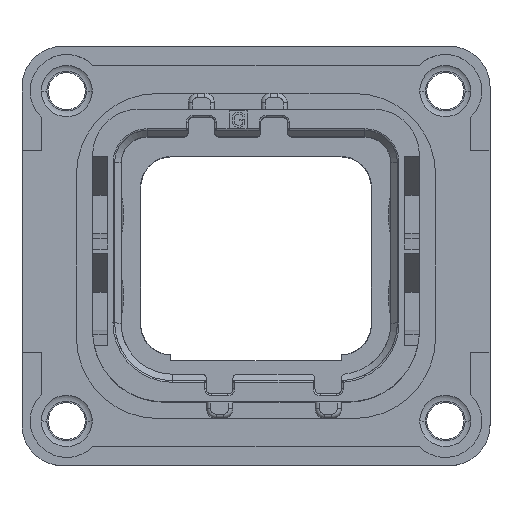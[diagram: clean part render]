
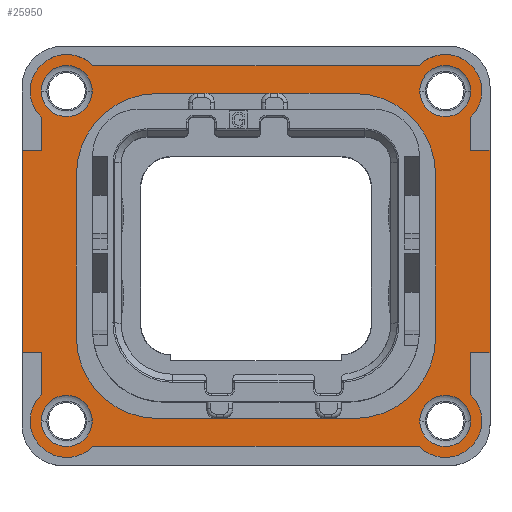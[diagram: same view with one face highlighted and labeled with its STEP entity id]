
A CAD part, top view. The second image highlights one B-rep face of the part: STEP entity #25950.
In plain terms, the highlighted planar face has unit normal (0, 0, 1).
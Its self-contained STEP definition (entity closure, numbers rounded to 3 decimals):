
#373=DIRECTION('',(0.,-1.,0.));
#374=VECTOR('',#373,12.45);
#375=CARTESIAN_POINT('',(-14.4,6.5,1.5));
#376=LINE('',#375,#374);
#436=CARTESIAN_POINT('',(-11.65,10.15,1.5));
#437=DIRECTION('',(0.,0.,1.));
#438=DIRECTION('',(0.716,0.698,0.));
#439=AXIS2_PLACEMENT_3D('',#436,#437,#438);
#449=CARTESIAN_POINT('',(11.65,10.15,1.5));
#450=DIRECTION('',(0.,0.,1.));
#451=DIRECTION('',(0.698,-0.716,0.));
#452=AXIS2_PLACEMENT_3D('',#449,#450,#451);
#459=DIRECTION('',(0.,1.,0.));
#460=VECTOR('',#459,2.588);
#461=CARTESIAN_POINT('',(13.22,-8.538,1.5));
#462=LINE('',#461,#460);
#463=DIRECTION('',(1.,0.,0.));
#464=VECTOR('',#463,20.077);
#465=CARTESIAN_POINT('',(-10.038,-11.72,1.5));
#466=LINE('',#465,#464);
#467=DIRECTION('',(0.,-1.,0.));
#468=VECTOR('',#467,2.588);
#469=CARTESIAN_POINT('',(-13.22,-5.95,1.5));
#470=LINE('',#469,#468);
#471=DIRECTION('',(1.,0.,0.));
#472=VECTOR('',#471,1.18);
#473=CARTESIAN_POINT('',(-14.4,-5.95,1.5));
#474=LINE('',#473,#472);
#475=DIRECTION('',(-1.,0.,0.));
#476=VECTOR('',#475,1.18);
#477=CARTESIAN_POINT('',(-13.22,6.5,1.5));
#478=LINE('',#477,#476);
#479=DIRECTION('',(0.,-1.,0.));
#480=VECTOR('',#479,2.038);
#481=CARTESIAN_POINT('',(-13.22,8.538,1.5));
#482=LINE('',#481,#480);
#483=DIRECTION('',(-1.,0.,0.));
#484=VECTOR('',#483,20.077);
#485=CARTESIAN_POINT('',(10.038,11.72,1.5));
#486=LINE('',#485,#484);
#487=DIRECTION('',(0.,1.,0.));
#488=VECTOR('',#487,2.038);
#489=CARTESIAN_POINT('',(13.22,6.5,1.5));
#490=LINE('',#489,#488);
#491=DIRECTION('',(-1.,0.,0.));
#492=VECTOR('',#491,1.18);
#493=CARTESIAN_POINT('',(14.4,6.5,1.5));
#494=LINE('',#493,#492);
#495=DIRECTION('',(1.,0.,0.));
#496=VECTOR('',#495,1.18);
#497=CARTESIAN_POINT('',(13.22,-5.95,1.5));
#498=LINE('',#497,#496);
#499=CARTESIAN_POINT('',(11.65,-10.15,1.5));
#500=DIRECTION('',(0.,0.,1.));
#501=DIRECTION('',(-1.,0.,0.));
#502=AXIS2_PLACEMENT_3D('',#499,#500,#501);
#504=CARTESIAN_POINT('',(-11.65,-10.15,1.5));
#505=DIRECTION('',(0.,0.,1.));
#506=DIRECTION('',(-1.,0.,0.));
#507=AXIS2_PLACEMENT_3D('',#504,#505,#506);
#509=CARTESIAN_POINT('',(-11.65,10.15,1.5));
#510=DIRECTION('',(0.,0.,1.));
#511=DIRECTION('',(1.,0.,0.));
#512=AXIS2_PLACEMENT_3D('',#509,#510,#511);
#514=CARTESIAN_POINT('',(11.65,10.15,1.5));
#515=DIRECTION('',(0.,0.,1.));
#516=DIRECTION('',(1.,0.,0.));
#517=AXIS2_PLACEMENT_3D('',#514,#515,#516);
#519=CARTESIAN_POINT('',(6.05,5.,1.5));
#520=DIRECTION('',(0.,0.,-1.));
#521=DIRECTION('',(0.,1.,0.));
#522=AXIS2_PLACEMENT_3D('',#519,#520,#521);
#524=DIRECTION('',(1.,0.,0.));
#525=VECTOR('',#524,12.1);
#526=CARTESIAN_POINT('',(-6.05,10.,1.5));
#527=LINE('',#526,#525);
#528=CARTESIAN_POINT('',(-6.05,5.,1.5));
#529=DIRECTION('',(0.,0.,-1.));
#530=DIRECTION('',(-1.,0.,0.));
#531=AXIS2_PLACEMENT_3D('',#528,#529,#530);
#533=DIRECTION('',(0.,1.,0.));
#534=VECTOR('',#533,10.);
#535=CARTESIAN_POINT('',(-11.05,-5.,1.5));
#536=LINE('',#535,#534);
#537=CARTESIAN_POINT('',(-6.05,-5.,1.5));
#538=DIRECTION('',(0.,0.,-1.));
#539=DIRECTION('',(0.,-1.,0.));
#540=AXIS2_PLACEMENT_3D('',#537,#538,#539);
#542=DIRECTION('',(-1.,0.,0.));
#543=VECTOR('',#542,12.1);
#544=CARTESIAN_POINT('',(6.05,-10.,1.5));
#545=LINE('',#544,#543);
#546=CARTESIAN_POINT('',(6.05,-5.,1.5));
#547=DIRECTION('',(0.,0.,-1.));
#548=DIRECTION('',(1.,0.,0.));
#549=AXIS2_PLACEMENT_3D('',#546,#547,#548);
#551=DIRECTION('',(0.,-1.,0.));
#552=VECTOR('',#551,10.);
#553=CARTESIAN_POINT('',(11.05,5.,1.5));
#554=LINE('',#553,#552);
#559=CARTESIAN_POINT('',(11.65,-10.15,1.5));
#560=DIRECTION('',(0.,0.,1.));
#561=DIRECTION('',(-0.716,-0.698,0.));
#562=AXIS2_PLACEMENT_3D('',#559,#560,#561);
#616=CARTESIAN_POINT('',(-11.65,-10.15,1.5));
#617=DIRECTION('',(0.,0.,1.));
#618=DIRECTION('',(-0.698,0.716,0.));
#619=AXIS2_PLACEMENT_3D('',#616,#617,#618);
#645=DIRECTION('',(0.,1.,0.));
#646=VECTOR('',#645,12.45);
#647=CARTESIAN_POINT('',(14.4,-5.95,1.5));
#648=LINE('',#647,#646);
#701=CARTESIAN_POINT('',(11.65,-10.15,1.5));
#702=DIRECTION('',(0.,0.,1.));
#703=DIRECTION('',(1.,0.,0.));
#704=AXIS2_PLACEMENT_3D('',#701,#702,#703);
#706=CARTESIAN_POINT('',(-11.65,-10.15,1.5));
#707=DIRECTION('',(0.,0.,1.));
#708=DIRECTION('',(1.,0.,0.));
#709=AXIS2_PLACEMENT_3D('',#706,#707,#708);
#727=CARTESIAN_POINT('',(-11.65,10.15,1.5));
#728=DIRECTION('',(0.,0.,1.));
#729=DIRECTION('',(-1.,0.,0.));
#730=AXIS2_PLACEMENT_3D('',#727,#728,#729);
#732=CARTESIAN_POINT('',(11.65,10.15,1.5));
#733=DIRECTION('',(0.,0.,1.));
#734=DIRECTION('',(-1.,0.,0.));
#735=AXIS2_PLACEMENT_3D('',#732,#733,#734);
#22225=CARTESIAN_POINT('',(-6.05,10.,1.5));
#22226=CARTESIAN_POINT('',(6.05,10.,1.5));
#22227=VERTEX_POINT('',#22225);
#22228=VERTEX_POINT('',#22226);
#22229=CARTESIAN_POINT('',(11.05,-5.,1.5));
#22230=CARTESIAN_POINT('',(6.05,-10.,1.5));
#22231=VERTEX_POINT('',#22229);
#22232=VERTEX_POINT('',#22230);
#22233=CARTESIAN_POINT('',(11.05,5.,1.5));
#22234=VERTEX_POINT('',#22233);
#22235=CARTESIAN_POINT('',(-11.05,5.,1.5));
#22236=VERTEX_POINT('',#22235);
#22237=CARTESIAN_POINT('',(-11.05,-5.,1.5));
#22238=VERTEX_POINT('',#22237);
#22239=CARTESIAN_POINT('',(-6.05,-10.,1.5));
#22240=VERTEX_POINT('',#22239);
#22271=CARTESIAN_POINT('',(14.4,-5.95,1.5));
#22272=CARTESIAN_POINT('',(14.4,6.5,1.5));
#22273=VERTEX_POINT('',#22271);
#22274=VERTEX_POINT('',#22272);
#22275=CARTESIAN_POINT('',(-14.4,6.5,1.5));
#22276=CARTESIAN_POINT('',(-14.4,-5.95,1.5));
#22277=VERTEX_POINT('',#22275);
#22278=VERTEX_POINT('',#22276);
#22279=CARTESIAN_POINT('',(10.08,10.15,1.5));
#22280=VERTEX_POINT('',#22279);
#22281=CARTESIAN_POINT('',(-10.08,10.15,1.5));
#22282=VERTEX_POINT('',#22281);
#22283=CARTESIAN_POINT('',(-10.08,-10.15,1.5));
#22284=VERTEX_POINT('',#22283);
#22285=CARTESIAN_POINT('',(10.08,-10.15,1.5));
#22286=VERTEX_POINT('',#22285);
#22287=CARTESIAN_POINT('',(-13.22,6.5,1.5));
#22288=VERTEX_POINT('',#22287);
#22289=CARTESIAN_POINT('',(13.22,6.5,1.5));
#22290=VERTEX_POINT('',#22289);
#22291=CARTESIAN_POINT('',(-13.22,-5.95,1.5));
#22292=VERTEX_POINT('',#22291);
#22607=CARTESIAN_POINT('',(13.22,-5.95,1.5));
#22608=VERTEX_POINT('',#22607);
#22934=CARTESIAN_POINT('',(13.22,8.538,1.5));
#22936=VERTEX_POINT('',#22934);
#22938=CARTESIAN_POINT('',(-10.038,-11.72,1.5));
#22940=VERTEX_POINT('',#22938);
#22942=CARTESIAN_POINT('',(10.038,-11.72,1.5));
#22944=VERTEX_POINT('',#22942);
#22946=CARTESIAN_POINT('',(-13.22,-8.538,1.5));
#22948=VERTEX_POINT('',#22946);
#22950=CARTESIAN_POINT('',(-10.038,11.72,1.5));
#22952=VERTEX_POINT('',#22950);
#22954=CARTESIAN_POINT('',(10.038,11.72,1.5));
#22956=VERTEX_POINT('',#22954);
#22958=CARTESIAN_POINT('',(-13.22,8.538,1.5));
#22960=VERTEX_POINT('',#22958);
#22962=CARTESIAN_POINT('',(13.22,-8.538,1.5));
#22964=VERTEX_POINT('',#22962);
#22966=CARTESIAN_POINT('',(13.22,10.15,1.5));
#22967=VERTEX_POINT('',#22966);
#22968=CARTESIAN_POINT('',(-13.22,10.15,1.5));
#22969=VERTEX_POINT('',#22968);
#22970=CARTESIAN_POINT('',(-13.22,-10.15,1.5));
#22971=VERTEX_POINT('',#22970);
#22972=CARTESIAN_POINT('',(13.22,-10.15,1.5));
#22973=VERTEX_POINT('',#22972);
#25873=CARTESIAN_POINT('',(0.,0.,1.5));
#25874=DIRECTION('',(0.,0.,1.));
#25875=DIRECTION('',(1.,0.,0.));
#25876=AXIS2_PLACEMENT_3D('',#25873,#25874,#25875);
#25877=PLANE('',#25876);
#25879=ORIENTED_EDGE('',*,*,#25878,.F.);
#25881=ORIENTED_EDGE('',*,*,#25880,.F.);
#25883=ORIENTED_EDGE('',*,*,#25882,.F.);
#25885=ORIENTED_EDGE('',*,*,#25884,.F.);
#25887=ORIENTED_EDGE('',*,*,#25886,.F.);
#25889=ORIENTED_EDGE('',*,*,#25888,.F.);
#25890=ORIENTED_EDGE('',*,*,#25786,.F.);
#25892=ORIENTED_EDGE('',*,*,#25891,.F.);
#25894=ORIENTED_EDGE('',*,*,#25893,.F.);
#25895=ORIENTED_EDGE('',*,*,#25838,.F.);
#25896=ORIENTED_EDGE('',*,*,#25854,.F.);
#25897=ORIENTED_EDGE('',*,*,#25864,.F.);
#25899=ORIENTED_EDGE('',*,*,#25898,.F.);
#25901=ORIENTED_EDGE('',*,*,#25900,.F.);
#25903=ORIENTED_EDGE('',*,*,#25902,.F.);
#25905=ORIENTED_EDGE('',*,*,#25904,.F.);
#25906=EDGE_LOOP('',(#25879,#25881,#25883,#25885,#25887,#25889,#25890,#25892,
#25894,#25895,#25896,#25897,#25899,#25901,#25903,#25905));
#25907=FACE_OUTER_BOUND('',#25906,.F.);
#25909=ORIENTED_EDGE('',*,*,#25908,.T.);
#25911=ORIENTED_EDGE('',*,*,#25910,.T.);
#25912=EDGE_LOOP('',(#25909,#25911));
#25913=FACE_BOUND('',#25912,.F.);
#25915=ORIENTED_EDGE('',*,*,#25914,.T.);
#25917=ORIENTED_EDGE('',*,*,#25916,.T.);
#25918=EDGE_LOOP('',(#25915,#25917));
#25919=FACE_BOUND('',#25918,.F.);
#25921=ORIENTED_EDGE('',*,*,#25920,.T.);
#25923=ORIENTED_EDGE('',*,*,#25922,.T.);
#25924=EDGE_LOOP('',(#25921,#25923));
#25925=FACE_BOUND('',#25924,.F.);
#25927=ORIENTED_EDGE('',*,*,#25926,.T.);
#25929=ORIENTED_EDGE('',*,*,#25928,.T.);
#25930=EDGE_LOOP('',(#25927,#25929));
#25931=FACE_BOUND('',#25930,.F.);
#25933=ORIENTED_EDGE('',*,*,#25932,.F.);
#25935=ORIENTED_EDGE('',*,*,#25934,.F.);
#25937=ORIENTED_EDGE('',*,*,#25936,.F.);
#25939=ORIENTED_EDGE('',*,*,#25938,.F.);
#25941=ORIENTED_EDGE('',*,*,#25940,.F.);
#25943=ORIENTED_EDGE('',*,*,#25942,.F.);
#25945=ORIENTED_EDGE('',*,*,#25944,.F.);
#25947=ORIENTED_EDGE('',*,*,#25946,.F.);
#25948=EDGE_LOOP('',(#25933,#25935,#25937,#25939,#25941,#25943,#25945,#25947));
#25949=FACE_BOUND('',#25948,.F.);
#25950=ADVANCED_FACE('',(#25907,#25913,#25919,#25925,#25931,#25949),#25877,.T.);
#440=CIRCLE('',#439,2.25);
#453=CIRCLE('',#452,2.25);
#503=CIRCLE('',#502,1.57);
#508=CIRCLE('',#507,1.57);
#513=CIRCLE('',#512,1.57);
#518=CIRCLE('',#517,1.57);
#523=CIRCLE('',#522,5.);
#532=CIRCLE('',#531,5.);
#541=CIRCLE('',#540,5.);
#550=CIRCLE('',#549,5.);
#563=CIRCLE('',#562,2.25);
#620=CIRCLE('',#619,2.25);
#705=CIRCLE('',#704,1.57);
#710=CIRCLE('',#709,1.57);
#731=CIRCLE('',#730,1.57);
#736=CIRCLE('',#735,1.57);
#25786=EDGE_CURVE('',#22277,#22278,#376,.T.);
#25838=EDGE_CURVE('',#22952,#22960,#440,.T.);
#25854=EDGE_CURVE('',#22956,#22952,#486,.T.);
#25864=EDGE_CURVE('',#22936,#22956,#453,.T.);
#25878=EDGE_CURVE('',#22964,#22608,#462,.T.);
#25880=EDGE_CURVE('',#22944,#22964,#563,.T.);
#25882=EDGE_CURVE('',#22940,#22944,#466,.T.);
#25884=EDGE_CURVE('',#22948,#22940,#620,.T.);
#25886=EDGE_CURVE('',#22292,#22948,#470,.T.);
#25888=EDGE_CURVE('',#22278,#22292,#474,.T.);
#25891=EDGE_CURVE('',#22288,#22277,#478,.T.);
#25893=EDGE_CURVE('',#22960,#22288,#482,.T.);
#25898=EDGE_CURVE('',#22290,#22936,#490,.T.);
#25900=EDGE_CURVE('',#22274,#22290,#494,.T.);
#25902=EDGE_CURVE('',#22273,#22274,#648,.T.);
#25904=EDGE_CURVE('',#22608,#22273,#498,.T.);
#25908=EDGE_CURVE('',#22286,#22973,#503,.T.);
#25910=EDGE_CURVE('',#22973,#22286,#705,.T.);
#25914=EDGE_CURVE('',#22284,#22971,#710,.T.);
#25916=EDGE_CURVE('',#22971,#22284,#508,.T.);
#25920=EDGE_CURVE('',#22282,#22969,#513,.T.);
#25922=EDGE_CURVE('',#22969,#22282,#731,.T.);
#25926=EDGE_CURVE('',#22280,#22967,#736,.T.);
#25928=EDGE_CURVE('',#22967,#22280,#518,.T.);
#25932=EDGE_CURVE('',#22228,#22234,#523,.T.);
#25934=EDGE_CURVE('',#22227,#22228,#527,.T.);
#25936=EDGE_CURVE('',#22236,#22227,#532,.T.);
#25938=EDGE_CURVE('',#22238,#22236,#536,.T.);
#25940=EDGE_CURVE('',#22240,#22238,#541,.T.);
#25942=EDGE_CURVE('',#22232,#22240,#545,.T.);
#25944=EDGE_CURVE('',#22231,#22232,#550,.T.);
#25946=EDGE_CURVE('',#22234,#22231,#554,.T.);
